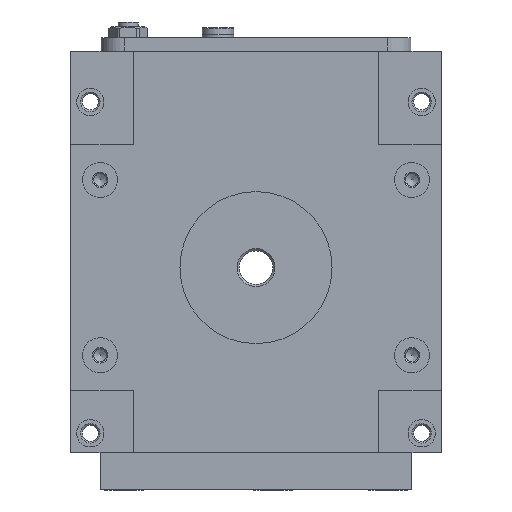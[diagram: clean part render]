
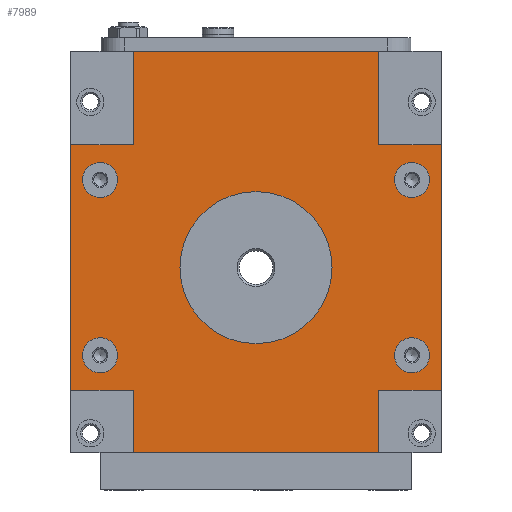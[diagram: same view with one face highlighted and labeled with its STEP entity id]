
A CAD part, front view. The second image highlights one B-rep face of the part: STEP entity #7989.
In plain terms, the highlighted planar face has unit normal (0, -1, 0).
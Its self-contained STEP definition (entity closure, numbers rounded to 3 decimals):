
#282=LINE('',#11835,#1094);
#301=LINE('',#11897,#1113);
#303=LINE('',#11902,#1115);
#315=LINE('',#11942,#1127);
#329=LINE('',#12017,#1141);
#331=LINE('',#12021,#1143);
#332=LINE('',#12023,#1144);
#334=LINE('',#12027,#1146);
#335=LINE('',#12029,#1147);
#337=LINE('',#12033,#1149);
#338=LINE('',#12035,#1150);
#340=LINE('',#12039,#1152);
#1094=VECTOR('',#9417,1000.);
#1113=VECTOR('',#9446,1000.);
#1115=VECTOR('',#9450,1000.);
#1127=VECTOR('',#9464,1000.);
#1141=VECTOR('',#9536,1000.);
#1143=VECTOR('',#9540,1000.);
#1144=VECTOR('',#9543,1000.);
#1146=VECTOR('',#9547,1000.);
#1147=VECTOR('',#9550,1000.);
#1149=VECTOR('',#9554,1000.);
#1150=VECTOR('',#9557,1000.);
#1152=VECTOR('',#9561,1000.);
#2098=ORIENTED_EDGE('',*,*,#4181,.F.);
#2099=ORIENTED_EDGE('',*,*,#4182,.F.);
#2100=ORIENTED_EDGE('',*,*,#4183,.F.);
#2101=ORIENTED_EDGE('',*,*,#4184,.F.);
#2102=ORIENTED_EDGE('',*,*,#4185,.F.);
#2103=ORIENTED_EDGE('',*,*,#4121,.F.);
#2104=ORIENTED_EDGE('',*,*,#4180,.F.);
#2105=ORIENTED_EDGE('',*,*,#4178,.F.);
#2106=ORIENTED_EDGE('',*,*,#4137,.F.);
#2107=ORIENTED_EDGE('',*,*,#4177,.F.);
#2108=ORIENTED_EDGE('',*,*,#4175,.F.);
#2109=ORIENTED_EDGE('',*,*,#4123,.F.);
#2110=ORIENTED_EDGE('',*,*,#4174,.F.);
#2111=ORIENTED_EDGE('',*,*,#4172,.F.);
#2112=ORIENTED_EDGE('',*,*,#4096,.F.);
#2113=ORIENTED_EDGE('',*,*,#4171,.F.);
#2114=ORIENTED_EDGE('',*,*,#4169,.F.);
#4096=EDGE_CURVE('',#5156,#5158,#282,.T.);
#4121=EDGE_CURVE('',#5181,#5173,#301,.T.);
#4123=EDGE_CURVE('',#5182,#5184,#303,.T.);
#4137=EDGE_CURVE('',#5195,#5197,#315,.T.);
#4169=EDGE_CURVE('',#5173,#5215,#329,.T.);
#4171=EDGE_CURVE('',#5215,#5156,#331,.T.);
#4172=EDGE_CURVE('',#5158,#5216,#332,.T.);
#4174=EDGE_CURVE('',#5216,#5182,#334,.T.);
#4175=EDGE_CURVE('',#5184,#5217,#335,.T.);
#4177=EDGE_CURVE('',#5217,#5195,#337,.T.);
#4178=EDGE_CURVE('',#5197,#5218,#338,.T.);
#4180=EDGE_CURVE('',#5218,#5181,#340,.T.);
#4181=EDGE_CURVE('',#5219,#5219,#5908,.T.);
#4182=EDGE_CURVE('',#5220,#5220,#5909,.T.);
#4183=EDGE_CURVE('',#5221,#5221,#5910,.T.);
#4184=EDGE_CURVE('',#5222,#5222,#5911,.T.);
#4185=EDGE_CURVE('',#5223,#5223,#5912,.F.);
#5156=VERTEX_POINT('',#11833);
#5158=VERTEX_POINT('',#11836);
#5173=VERTEX_POINT('',#11868);
#5181=VERTEX_POINT('',#11896);
#5182=VERTEX_POINT('',#11900);
#5184=VERTEX_POINT('',#11903);
#5195=VERTEX_POINT('',#11940);
#5197=VERTEX_POINT('',#11943);
#5215=VERTEX_POINT('',#12018);
#5216=VERTEX_POINT('',#12024);
#5217=VERTEX_POINT('',#12030);
#5218=VERTEX_POINT('',#12036);
#5219=VERTEX_POINT('',#12042);
#5220=VERTEX_POINT('',#12044);
#5221=VERTEX_POINT('',#12046);
#5222=VERTEX_POINT('',#12048);
#5223=VERTEX_POINT('',#12050);
#5908=CIRCLE('',#8591,4.5);
#5909=CIRCLE('',#8592,4.5);
#5910=CIRCLE('',#8593,4.5);
#5911=CIRCLE('',#8594,4.5);
#5912=CIRCLE('',#8595,19.5);
#6156=EDGE_LOOP('',(#2098));
#6157=EDGE_LOOP('',(#2099));
#6158=EDGE_LOOP('',(#2100));
#6159=EDGE_LOOP('',(#2101));
#6160=EDGE_LOOP('',(#2102));
#6161=EDGE_LOOP('',(#2103,#2104,#2105,#2106,#2107,#2108,#2109,#2110,#2111,
#2112,#2113,#2114));
#6891=FACE_BOUND('',#6156,.T.);
#6892=FACE_BOUND('',#6157,.T.);
#6893=FACE_BOUND('',#6158,.T.);
#6894=FACE_BOUND('',#6159,.T.);
#6895=FACE_BOUND('',#6160,.T.);
#6896=FACE_BOUND('',#6161,.T.);
#7611=PLANE('',#8590);
#7989=ADVANCED_FACE('',(#6891,#6892,#6893,#6894,#6895,#6896),#7611,.F.);
#8590=AXIS2_PLACEMENT_3D('',#12040,#9562,#9563);
#8591=AXIS2_PLACEMENT_3D('',#12041,#9564,#9565);
#8592=AXIS2_PLACEMENT_3D('',#12043,#9566,#9567);
#8593=AXIS2_PLACEMENT_3D('',#12045,#9568,#9569);
#8594=AXIS2_PLACEMENT_3D('',#12047,#9570,#9571);
#8595=AXIS2_PLACEMENT_3D('',#12049,#9572,#9573);
#9417=DIRECTION('',(1.,0.,0.));
#9446=DIRECTION('',(0.,0.,1.));
#9450=DIRECTION('',(0.,0.,-1.));
#9464=DIRECTION('',(-1.,0.,0.));
#9536=DIRECTION('',(1.,0.,0.));
#9540=DIRECTION('',(0.,0.,1.));
#9543=DIRECTION('',(0.,0.,-1.));
#9547=DIRECTION('',(1.,0.,0.));
#9550=DIRECTION('',(-1.,0.,0.));
#9554=DIRECTION('',(0.,0.,-1.));
#9557=DIRECTION('',(0.,0.,1.));
#9561=DIRECTION('',(-1.,0.,0.));
#9562=DIRECTION('',(0.,1.,0.));
#9563=DIRECTION('',(0.,0.,1.));
#9564=DIRECTION('',(0.,-1.,0.));
#9565=DIRECTION('',(0.,0.,-1.));
#9566=DIRECTION('',(0.,-1.,0.));
#9567=DIRECTION('',(0.,0.,-1.));
#9568=DIRECTION('',(0.,-1.,0.));
#9569=DIRECTION('',(0.,0.,-1.));
#9570=DIRECTION('',(0.,-1.,0.));
#9571=DIRECTION('',(0.,0.,-1.));
#9572=DIRECTION('',(0.,1.,0.));
#9573=DIRECTION('',(0.,0.,1.));
#11833=CARTESIAN_POINT('',(-31.5,0.1,55.5));
#11835=CARTESIAN_POINT('',(-31.5,0.1,55.5));
#11836=CARTESIAN_POINT('',(31.5,0.1,55.5));
#11868=CARTESIAN_POINT('',(-47.5,0.1,31.5));
#11896=CARTESIAN_POINT('',(-47.5,0.1,-31.5));
#11897=CARTESIAN_POINT('',(-47.5,0.1,-31.5));
#11900=CARTESIAN_POINT('',(47.5,0.1,31.5));
#11902=CARTESIAN_POINT('',(47.5,0.1,31.5));
#11903=CARTESIAN_POINT('',(47.5,0.1,-31.5));
#11940=CARTESIAN_POINT('',(31.5,0.1,-47.5));
#11942=CARTESIAN_POINT('',(31.5,0.1,-47.5));
#11943=CARTESIAN_POINT('',(-31.5,0.1,-47.5));
#12017=CARTESIAN_POINT('',(-47.5,0.1,31.5));
#12018=CARTESIAN_POINT('',(-31.5,0.1,31.5));
#12021=CARTESIAN_POINT('',(-31.5,0.1,31.5));
#12023=CARTESIAN_POINT('',(31.5,0.1,55.5));
#12024=CARTESIAN_POINT('',(31.5,0.1,31.5));
#12027=CARTESIAN_POINT('',(31.5,0.1,31.5));
#12029=CARTESIAN_POINT('',(47.5,0.1,-31.5));
#12030=CARTESIAN_POINT('',(31.5,0.1,-31.5));
#12033=CARTESIAN_POINT('',(31.5,0.1,-31.5));
#12035=CARTESIAN_POINT('',(-31.5,0.1,-47.5));
#12036=CARTESIAN_POINT('',(-31.5,0.1,-31.5));
#12039=CARTESIAN_POINT('',(-31.5,0.1,-31.5));
#12040=CARTESIAN_POINT('',(0.,0.1,0.));
#12041=CARTESIAN_POINT('',(-40.,0.1,-22.5));
#12042=CARTESIAN_POINT('',(-40.,0.1,-27.));
#12043=CARTESIAN_POINT('',(40.,0.1,-22.5));
#12044=CARTESIAN_POINT('',(40.,0.1,-27.));
#12045=CARTESIAN_POINT('',(-40.,0.1,22.5));
#12046=CARTESIAN_POINT('',(-40.,0.1,18.));
#12047=CARTESIAN_POINT('',(40.,0.1,22.5));
#12048=CARTESIAN_POINT('',(40.,0.1,18.));
#12049=CARTESIAN_POINT('',(0.,0.1,0.));
#12050=CARTESIAN_POINT('',(0.,0.1,19.5));
